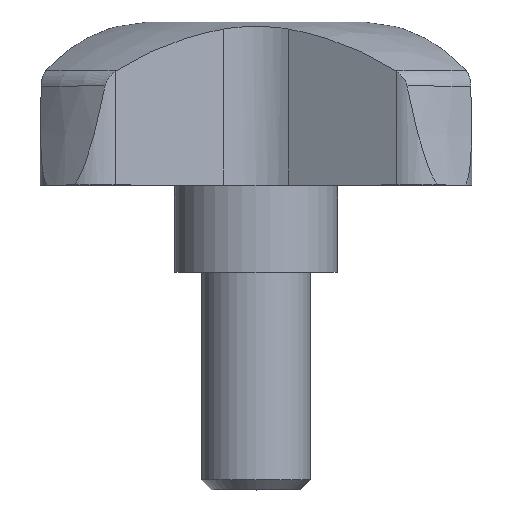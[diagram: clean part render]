
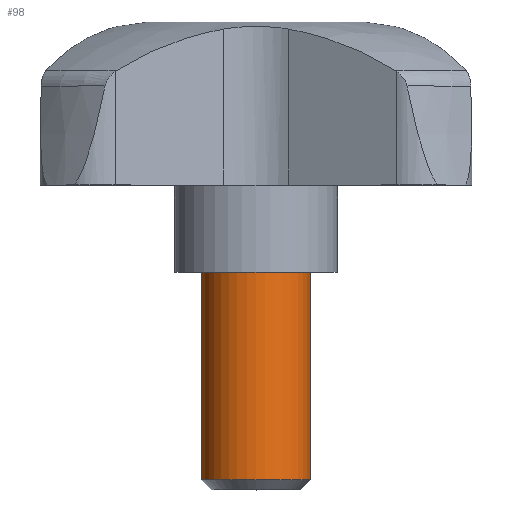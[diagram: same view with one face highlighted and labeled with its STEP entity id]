
A CAD part, top view. The second image highlights one B-rep face of the part: STEP entity #98.
In plain terms, the highlighted cylindrical face has radius 5 mm (diameter 10 mm), a full revolution.
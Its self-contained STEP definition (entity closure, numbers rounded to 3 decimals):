
#98 = ADVANCED_FACE( '', ( #245, #246 ), #247, .T. );
#245 = FACE_OUTER_BOUND( '', #450, .T. );
#246 = FACE_OUTER_BOUND( '', #451, .T. );
#247 = CYLINDRICAL_SURFACE( '', #452, 5. );
#450 = EDGE_LOOP( '', ( #715 ) );
#451 = EDGE_LOOP( '', ( #716 ) );
#452 = AXIS2_PLACEMENT_3D( '', #717, #718, #719 );
#715 = ORIENTED_EDGE( '', *, *, #1252, .F. );
#716 = ORIENTED_EDGE( '', *, *, #1253, .T. );
#717 = CARTESIAN_POINT( '', ( 0., -20., 0. ) );
#718 = DIRECTION( '', ( 0., 1., 0. ) );
#719 = DIRECTION( '', ( 0., 0., -1. ) );
#1252 = EDGE_CURVE( '', #1495, #1495, #1496, .T. );
#1253 = EDGE_CURVE( '', #1497, #1497, #1498, .T. );
#1495 = VERTEX_POINT( '', #1915 );
#1496 = CIRCLE( '', #1916, 5. );
#1497 = VERTEX_POINT( '', #1917 );
#1498 = CIRCLE( '', #1918, 5. );
#1915 = CARTESIAN_POINT( '', ( 0., -19.08, -5. ) );
#1916 = AXIS2_PLACEMENT_3D( '', #2456, #2457, #2458 );
#1917 = CARTESIAN_POINT( '', ( 0., 0., -5. ) );
#1918 = AXIS2_PLACEMENT_3D( '', #2459, #2460, #2461 );
#2456 = CARTESIAN_POINT( '', ( 0., -19.08, 0. ) );
#2457 = DIRECTION( '', ( 0., -1., 0. ) );
#2458 = DIRECTION( '', ( 0., 0., -1. ) );
#2459 = CARTESIAN_POINT( '', ( 0., 0., 0. ) );
#2460 = DIRECTION( '', ( 0., -1., 0. ) );
#2461 = DIRECTION( '', ( 0., 0., -1. ) );
